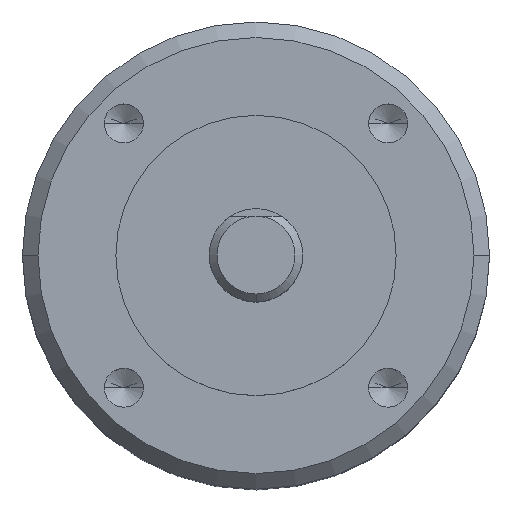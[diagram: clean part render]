
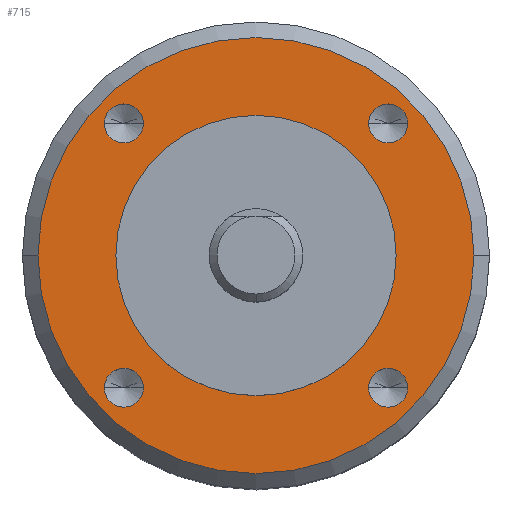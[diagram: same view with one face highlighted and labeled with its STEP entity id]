
A CAD part, top view. The second image highlights one B-rep face of the part: STEP entity #715.
In plain terms, the highlighted planar face has unit normal (0, 0, 1).
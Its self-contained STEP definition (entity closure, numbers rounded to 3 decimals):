
#94=CARTESIAN_POINT('',(-8.485,8.485,30.));
#95=DIRECTION('',(0.,0.,-1.));
#96=DIRECTION('',(1.,0.,0.));
#97=AXIS2_PLACEMENT_3D('',#94,#95,#96);
#99=CARTESIAN_POINT('',(-8.485,8.485,30.));
#100=DIRECTION('',(0.,0.,-1.));
#101=DIRECTION('',(-1.,0.,0.));
#102=AXIS2_PLACEMENT_3D('',#99,#100,#101);
#104=CARTESIAN_POINT('',(8.485,8.485,30.));
#105=DIRECTION('',(0.,0.,-1.));
#106=DIRECTION('',(1.,0.,0.));
#107=AXIS2_PLACEMENT_3D('',#104,#105,#106);
#109=CARTESIAN_POINT('',(8.485,8.485,30.));
#110=DIRECTION('',(0.,0.,-1.));
#111=DIRECTION('',(-1.,0.,0.));
#112=AXIS2_PLACEMENT_3D('',#109,#110,#111);
#114=CARTESIAN_POINT('',(8.485,-8.485,30.));
#115=DIRECTION('',(0.,0.,-1.));
#116=DIRECTION('',(1.,0.,0.));
#117=AXIS2_PLACEMENT_3D('',#114,#115,#116);
#119=CARTESIAN_POINT('',(8.485,-8.485,30.));
#120=DIRECTION('',(0.,0.,-1.));
#121=DIRECTION('',(-1.,0.,0.));
#122=AXIS2_PLACEMENT_3D('',#119,#120,#121);
#124=CARTESIAN_POINT('',(-8.485,-8.485,30.));
#125=DIRECTION('',(0.,0.,-1.));
#126=DIRECTION('',(1.,0.,0.));
#127=AXIS2_PLACEMENT_3D('',#124,#125,#126);
#129=CARTESIAN_POINT('',(-8.485,-8.485,30.));
#130=DIRECTION('',(0.,0.,-1.));
#131=DIRECTION('',(-1.,0.,0.));
#132=AXIS2_PLACEMENT_3D('',#129,#130,#131);
#134=CARTESIAN_POINT('',(0.,0.,30.));
#135=DIRECTION('',(0.,0.,1.));
#136=DIRECTION('',(1.,0.,0.));
#137=AXIS2_PLACEMENT_3D('',#134,#135,#136);
#139=CARTESIAN_POINT('',(0.,0.,30.));
#140=DIRECTION('',(0.,0.,1.));
#141=DIRECTION('',(-1.,0.,0.));
#142=AXIS2_PLACEMENT_3D('',#139,#140,#141);
#144=CARTESIAN_POINT('',(0.,0.,30.));
#145=DIRECTION('',(0.,0.,-1.));
#146=DIRECTION('',(1.,0.,0.));
#147=AXIS2_PLACEMENT_3D('',#144,#145,#146);
#149=CARTESIAN_POINT('',(0.,0.,30.));
#150=DIRECTION('',(0.,0.,-1.));
#151=DIRECTION('',(-1.,0.,0.));
#152=AXIS2_PLACEMENT_3D('',#149,#150,#151);
#418=CARTESIAN_POINT('',(14.,0.,30.));
#419=VERTEX_POINT('',#418);
#420=CARTESIAN_POINT('',(-14.,0.,30.));
#421=VERTEX_POINT('',#420);
#423=CARTESIAN_POINT('',(-9.,0.,30.));
#425=VERTEX_POINT('',#423);
#427=CARTESIAN_POINT('',(9.,0.,30.));
#429=VERTEX_POINT('',#427);
#436=CARTESIAN_POINT('',(-9.735,-8.485,30.));
#437=VERTEX_POINT('',#436);
#438=CARTESIAN_POINT('',(-7.235,-8.485,30.));
#439=VERTEX_POINT('',#438);
#446=CARTESIAN_POINT('',(7.235,-8.485,30.));
#447=VERTEX_POINT('',#446);
#448=CARTESIAN_POINT('',(9.735,-8.485,30.));
#449=VERTEX_POINT('',#448);
#456=CARTESIAN_POINT('',(7.235,8.485,30.));
#457=VERTEX_POINT('',#456);
#458=CARTESIAN_POINT('',(9.735,8.485,30.));
#459=VERTEX_POINT('',#458);
#466=CARTESIAN_POINT('',(-9.735,8.485,30.));
#467=VERTEX_POINT('',#466);
#468=CARTESIAN_POINT('',(-7.235,8.485,30.));
#469=VERTEX_POINT('',#468);
#676=CARTESIAN_POINT('',(0.,0.,30.));
#677=DIRECTION('',(0.,0.,1.));
#678=DIRECTION('',(1.,0.,0.));
#679=AXIS2_PLACEMENT_3D('',#676,#677,#678);
#680=PLANE('',#679);
#681=ORIENTED_EDGE('',*,*,#644,.F.);
#682=ORIENTED_EDGE('',*,*,#622,.F.);
#683=EDGE_LOOP('',(#681,#682));
#684=FACE_OUTER_BOUND('',#683,.F.);
#686=ORIENTED_EDGE('',*,*,#685,.F.);
#688=ORIENTED_EDGE('',*,*,#687,.F.);
#689=EDGE_LOOP('',(#686,#688));
#690=FACE_BOUND('',#689,.F.);
#692=ORIENTED_EDGE('',*,*,#691,.F.);
#694=ORIENTED_EDGE('',*,*,#693,.F.);
#695=EDGE_LOOP('',(#692,#694));
#696=FACE_BOUND('',#695,.F.);
#698=ORIENTED_EDGE('',*,*,#697,.F.);
#700=ORIENTED_EDGE('',*,*,#699,.F.);
#701=EDGE_LOOP('',(#698,#700));
#702=FACE_BOUND('',#701,.F.);
#704=ORIENTED_EDGE('',*,*,#703,.F.);
#706=ORIENTED_EDGE('',*,*,#705,.F.);
#707=EDGE_LOOP('',(#704,#706));
#708=FACE_BOUND('',#707,.F.);
#710=ORIENTED_EDGE('',*,*,#709,.F.);
#712=ORIENTED_EDGE('',*,*,#711,.F.);
#713=EDGE_LOOP('',(#710,#712));
#714=FACE_BOUND('',#713,.F.);
#98=CIRCLE('',#97,1.25);
#103=CIRCLE('',#102,1.25);
#108=CIRCLE('',#107,1.25);
#113=CIRCLE('',#112,1.25);
#118=CIRCLE('',#117,1.25);
#123=CIRCLE('',#122,1.25);
#128=CIRCLE('',#127,1.25);
#133=CIRCLE('',#132,1.25);
#138=CIRCLE('',#137,14.);
#143=CIRCLE('',#142,14.);
#148=CIRCLE('',#147,9.);
#153=CIRCLE('',#152,9.);
#622=EDGE_CURVE('',#421,#419,#143,.T.);
#644=EDGE_CURVE('',#419,#421,#138,.T.);
#685=EDGE_CURVE('',#459,#457,#108,.T.);
#687=EDGE_CURVE('',#457,#459,#113,.T.);
#691=EDGE_CURVE('',#449,#447,#118,.T.);
#693=EDGE_CURVE('',#447,#449,#123,.T.);
#697=EDGE_CURVE('',#439,#437,#128,.T.);
#699=EDGE_CURVE('',#437,#439,#133,.T.);
#703=EDGE_CURVE('',#469,#467,#98,.T.);
#705=EDGE_CURVE('',#467,#469,#103,.T.);
#709=EDGE_CURVE('',#429,#425,#148,.T.);
#711=EDGE_CURVE('',#425,#429,#153,.T.);
#715=ADVANCED_FACE('',(#684,#690,#696,#702,#708,#714),#680,.T.);
